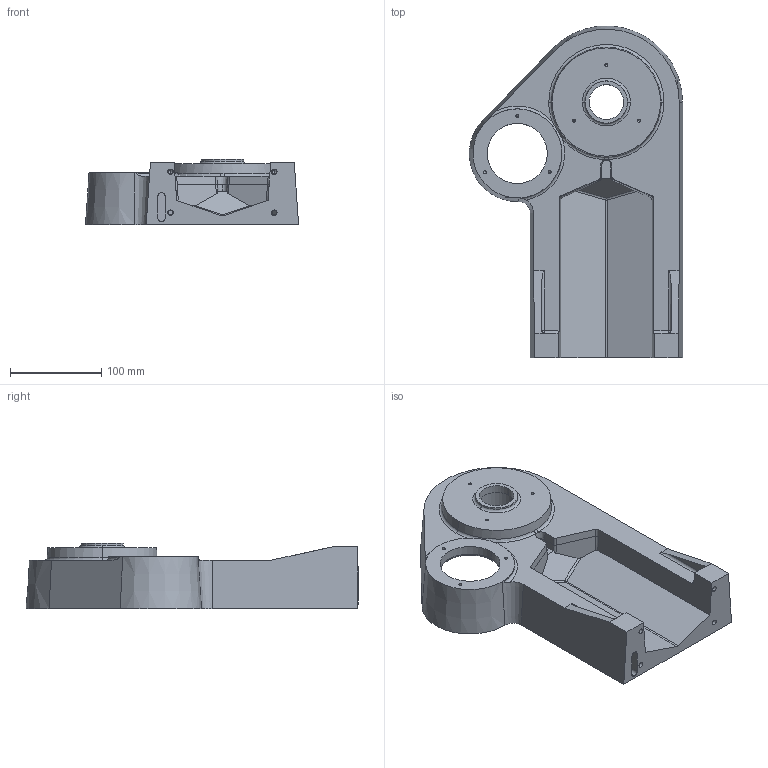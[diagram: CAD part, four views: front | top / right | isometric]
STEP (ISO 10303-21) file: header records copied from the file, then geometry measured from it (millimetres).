
FILE_DESCRIPTION (( 'STEP AP203' ), '1' );
FILE_NAME ('Dossier_Défaut_sldprt.STEP', '2017-12-12T20:32:03', ( '' ), ( '' ), 'SwSTEP 2.0', 'SolidWorks 2016', '' );
FILE_SCHEMA (( 'CONFIG_CONTROL_DESIGN' ));
Length unit declared in the file: millimetre
Products named in the file (1): Dossier_Défaut_sldprt
Bounding box: 234.12 x 364.62 x 71.5 mm (x, y, z)
Volume: 1136728.3 mm3; surface area: 259253.5 mm2
Topology: 1 solids, 1 shells, 205 faces, 517 edges, 309 vertices
Faces by surface type: cylinder 85, plane 58, cone 38, torus 17, sphere 6, bspline 1
Entity records: 6157 total; most frequent: CARTESIAN_POINT 1292, DIRECTION 1034, ORIENTED_EDGE 986, EDGE_CURVE 493, AXIS2_PLACEMENT_3D 395, VERTEX_POINT 309, VECTOR 244, LINE 244
